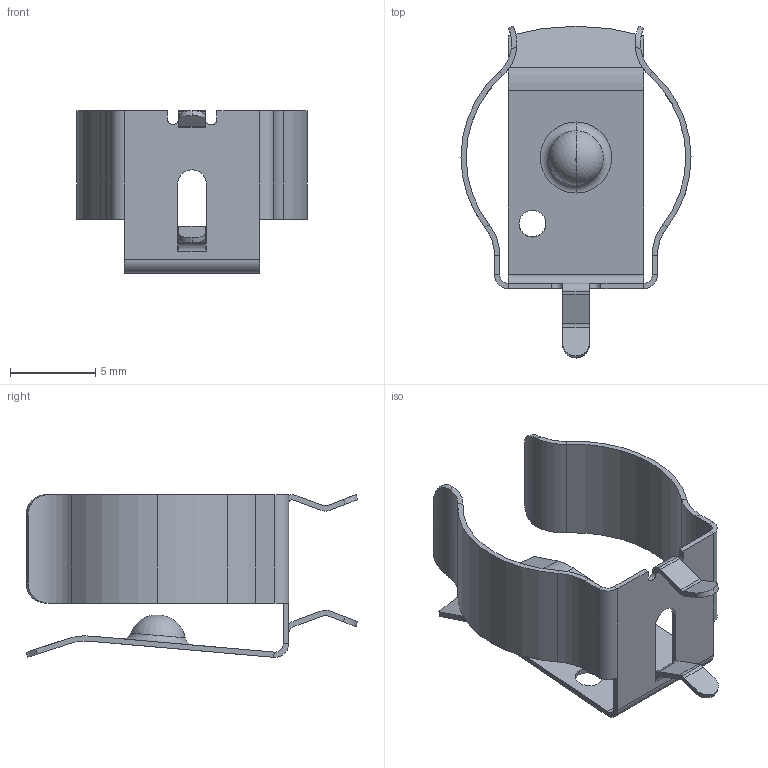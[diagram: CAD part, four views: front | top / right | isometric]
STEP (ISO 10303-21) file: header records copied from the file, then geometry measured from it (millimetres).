
FILE_DESCRIPTION (( 'STEP AP214' ), '1' );
FILE_NAME ('BK-92.STEP', '2020-02-12T01:19:16', ( '' ), ( '' ), 'SwSTEP 2.0', 'SolidWorks 2017', '' );
FILE_SCHEMA (( 'AUTOMOTIVE_DESIGN' ));
Length unit declared in the file: millimetre
Products named in the file (1): BK-92
Bounding box: 13.46 x 19.41 x 9.52 mm (x, y, z)
Volume: 126 mm3; surface area: 876.8 mm2
Topology: 1 solids, 1 shells, 118 faces, 282 edges, 168 vertices
Faces by surface type: plane 60, cylinder 50, torus 8
Entity records: 3486 total; most frequent: CARTESIAN_POINT 663, DIRECTION 616, ORIENTED_EDGE 564, EDGE_CURVE 282, AXIS2_PLACEMENT_3D 227, VERTEX_POINT 168, VECTOR 162, LINE 162
